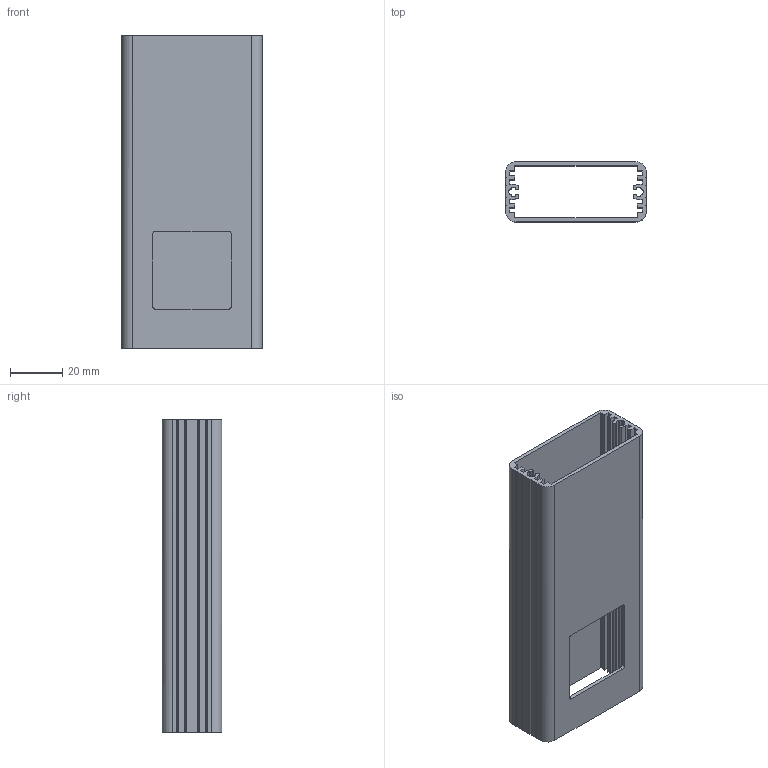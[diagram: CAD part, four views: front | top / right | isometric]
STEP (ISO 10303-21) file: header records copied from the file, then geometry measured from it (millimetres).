
FILE_DESCRIPTION(('FreeCAD Model'),'2;1');
FILE_NAME('case-cutout.step','2021-02-08T19:15:29',('Author'),(''), 'Open CASCADE STEP processor 7.5','FreeCAD','Unknown');
FILE_SCHEMA(('AUTOMOTIVE_DESIGN { 1 0 10303 214 1 1 1 1 }'));
Length unit declared in the file: millimetre
Products named in the file (1): Pocket
Bounding box: 54 x 23 x 120 mm (x, y, z)
Volume: 29186.8 mm3; surface area: 39031.4 mm2
Topology: 1 solids, 1 shells, 110 faces, 325 edges, 217 vertices
Faces by surface type: bspline 102, cylinder 4, plane 4
Entity records: 10086 total; most frequent: CARTESIAN_POINT 5823, B_SPLINE_CURVE_WITH_KNOTS 859, ORIENTED_EDGE 650, PCURVE 650, DEFINITIONAL_REPRESENTATION 650, EDGE_CURVE 325, SURFACE_CURVE 325, VERTEX_POINT 217
